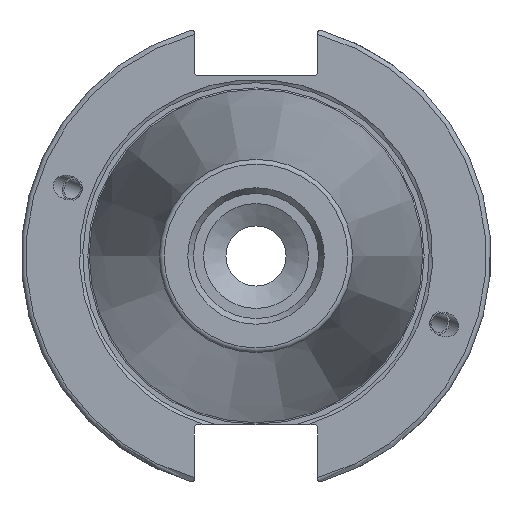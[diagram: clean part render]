
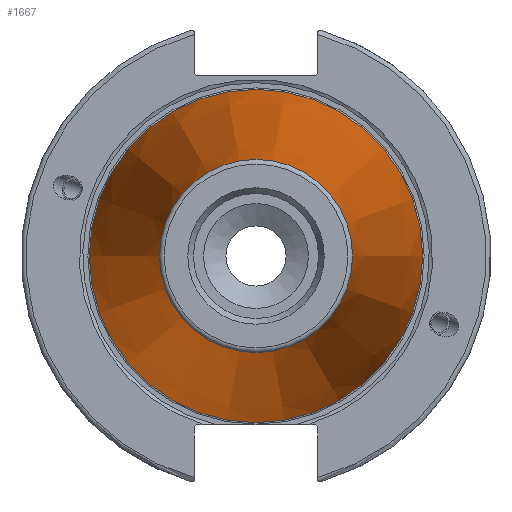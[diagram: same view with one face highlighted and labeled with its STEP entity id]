
A CAD part, left-side view. The second image highlights one B-rep face of the part: STEP entity #1667.
In plain terms, the highlighted conical face has half-angle 8.297 degrees and reference radius 27.517 mm.
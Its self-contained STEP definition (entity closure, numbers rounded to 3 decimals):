
#53=CONICAL_SURFACE('',#1853,27.517,0.145);
#184=FACE_OUTER_BOUND('',#298,.T.);
#298=EDGE_LOOP('',(#1426,#1427,#1428,#1429,#1430));
#456=LINE('',#3394,#552);
#552=VECTOR('',#2244,27.517);
#637=CIRCLE('',#1847,20.233);
#638=CIRCLE('',#1848,20.233);
#642=CIRCLE('',#1854,34.925);
#808=VERTEX_POINT('',#3381);
#809=VERTEX_POINT('',#3382);
#812=VERTEX_POINT('',#3392);
#1030=EDGE_CURVE('',#808,#809,#637,.T.);
#1031=EDGE_CURVE('',#809,#808,#638,.T.);
#1035=EDGE_CURVE('',#812,#812,#642,.T.);
#1036=EDGE_CURVE('',#812,#809,#456,.T.);
#1426=ORIENTED_EDGE('',*,*,#1035,.F.);
#1427=ORIENTED_EDGE('',*,*,#1036,.T.);
#1428=ORIENTED_EDGE('',*,*,#1030,.F.);
#1429=ORIENTED_EDGE('',*,*,#1031,.F.);
#1430=ORIENTED_EDGE('',*,*,#1036,.F.);
#1667=ADVANCED_FACE('',(#184),#53,.T.);
#1847=AXIS2_PLACEMENT_3D('',#3383,#2228,#2229);
#1848=AXIS2_PLACEMENT_3D('',#3384,#2230,#2231);
#1853=AXIS2_PLACEMENT_3D('',#3391,#2240,#2241);
#1854=AXIS2_PLACEMENT_3D('',#3393,#2242,#2243);
#2228=DIRECTION('center_axis',(-1.,0.,0.));
#2229=DIRECTION('ref_axis',(0.,-1.,0.));
#2230=DIRECTION('center_axis',(-1.,0.,0.));
#2231=DIRECTION('ref_axis',(0.,-1.,0.));
#2240=DIRECTION('center_axis',(1.,0.,0.));
#2241=DIRECTION('ref_axis',(0.,1.,0.));
#2242=DIRECTION('center_axis',(1.,0.,0.));
#2243=DIRECTION('ref_axis',(0.,0.,-1.));
#2244=DIRECTION('',(-0.99,0.144,0.));
#3381=CARTESIAN_POINT('',(-100.744,0.,20.233));
#3382=CARTESIAN_POINT('',(-100.744,-20.233,0.));
#3383=CARTESIAN_POINT('Origin',(-100.744,0.,0.));
#3384=CARTESIAN_POINT('Origin',(-100.744,0.,0.));
#3391=CARTESIAN_POINT('Origin',(-50.8,0.,0.));
#3392=CARTESIAN_POINT('',(0.,-34.925,0.));
#3393=CARTESIAN_POINT('Origin',(0.,0.,0.));
#3394=CARTESIAN_POINT('',(-50.8,-27.517,0.));
